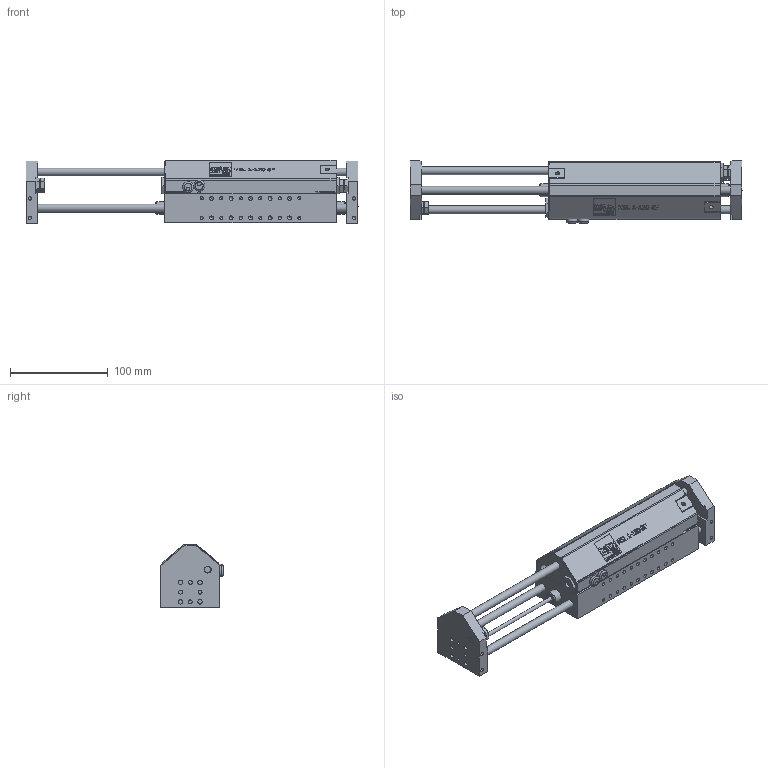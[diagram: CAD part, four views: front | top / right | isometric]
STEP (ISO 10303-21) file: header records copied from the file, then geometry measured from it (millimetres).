
FILE_DESCRIPTION((''),'2;1');
FILE_NAME('MSL1-120-3F.stp','2012-09-27T15:20:42',('hartung_david'),(''),'Autodesk Inventor 2012','Autodesk Inventor 2012','');
FILE_SCHEMA(('AUTOMOTIVE_DESIGN { 1 0 10303 214 1 1 1 1 }'));
Length unit declared in the file: millimetre
Products named in the file (3): MSL1-120-3F; MSL1-120-3F-010; MSL1-120-3F-020
Assembly tree (2 placements, depth 2):
  MSL1-120-3F
    MSL1-120-3F-010
    MSL1-120-3F-020
Bounding box: 340 x 63.5 x 65 mm (x, y, z)
Volume: 660845.8 mm3; surface area: 140703.9 mm2
Topology: 2 solids, 18 shells, 1196 faces, 3096 edges, 2046 vertices
Faces by surface type: plane 543, cylinder 279, bspline 244, cone 128, torus 2
Full cylindrical faces by diameter (mm): 3.242 x36, 3.459 x14, 3.7 x2, 4 x43, 4.134 x2, 4.5 x8, 5.675 x2, 6 x2, 6.5 x2, 6.917 x4, 7 x2, 7.2 x2, 8 x22, 8.05 x2, 8.5 x2, 9 x4, 9.5 x2, 11 x2, 11.4 x2, 12.376 x2, 13 x2, 22.6 x2, 23 x2
Entity records: 38861 total; most frequent: CARTESIAN_POINT 11852, ORIENTED_EDGE 5336, DIRECTION 4423, EDGE_CURVE 2668, VERTEX_POINT 1883, EDGE_LOOP 1651, VECTOR 1539, LINE 1539
